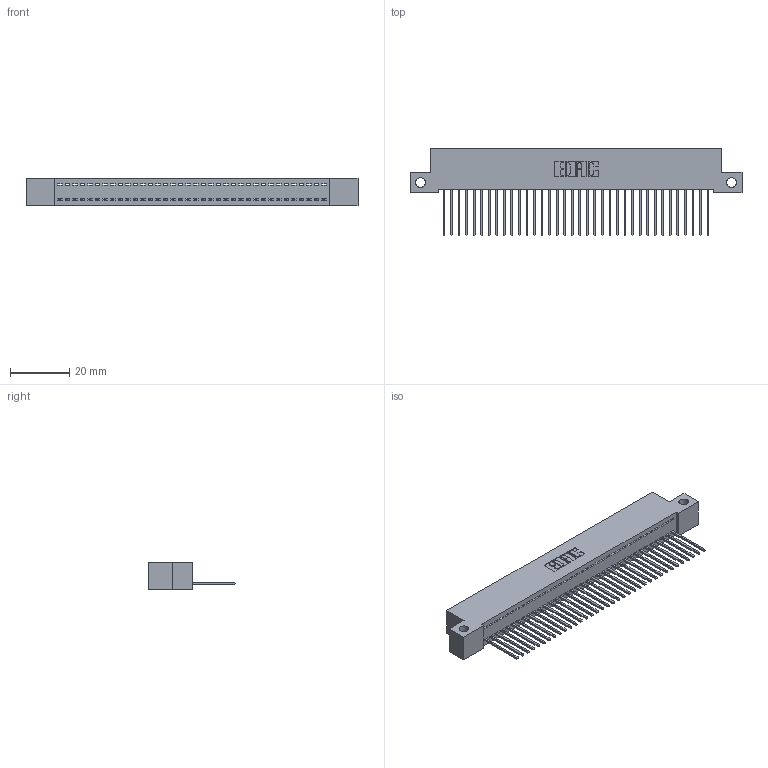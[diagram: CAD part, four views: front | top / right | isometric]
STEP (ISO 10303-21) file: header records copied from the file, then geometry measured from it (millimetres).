
FILE_DESCRIPTION (( 'STEP AP203' ), '1' );
FILE_NAME ('342-036-540-112.STEP', '2018-08-11T20:17:13', ( '' ), ( '' ), 'SwSTEP 2.0', 'SolidWorks 2016', '' );
FILE_SCHEMA (( 'CONFIG_CONTROL_DESIGN' ));
Length unit declared in the file: inch
Products named in the file (3): 342 Part_Side Mount; 345-292-001_345-293-140; 342-036-540-112
Assembly tree (37 placements, depth 2):
  342-036-540-112
    342 Part_Side Mount
    345-292-001_345-293-140  x36
Bounding box: 111.76 x 29.47 x 9.4 mm (x, y, z)
Volume: 9751.8 mm3; surface area: 14382.1 mm2
Topology: 37 solids, 37 shells, 2198 faces, 6635 edges, 4374 vertices
Faces by surface type: plane 1578, cylinder 620
Entity records: 22673 total; most frequent: CARTESIAN_POINT 3918, ORIENTED_EDGE 3890, DIRECTION 3317, EDGE_CURVE 1945, LINE 1817, VECTOR 1817, VERTEX_POINT 1294, AXIS2_PLACEMENT_3D 750
